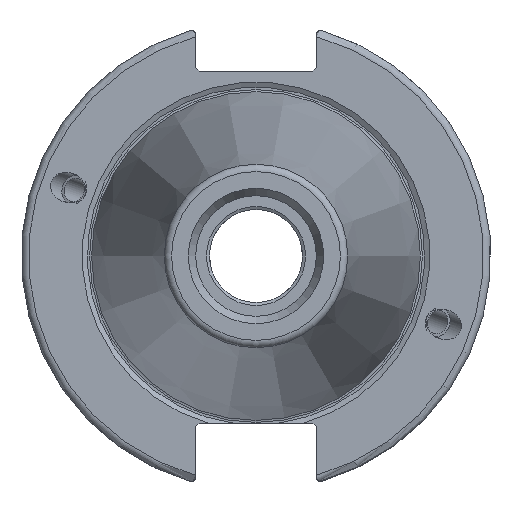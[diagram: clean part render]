
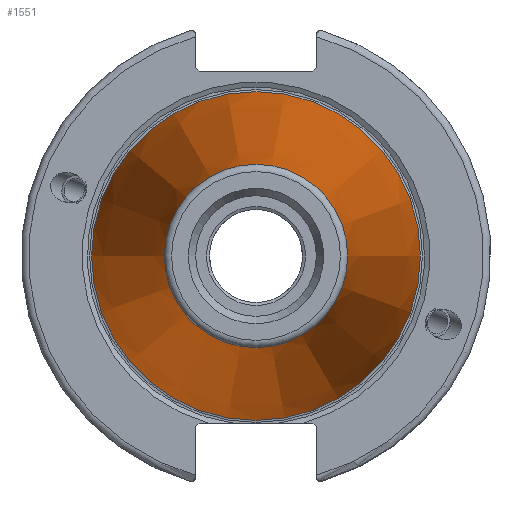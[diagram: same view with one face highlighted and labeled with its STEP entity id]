
A CAD part, left-side view. The second image highlights one B-rep face of the part: STEP entity #1551.
In plain terms, the highlighted conical face has half-angle 8.297 degrees and reference radius 17.248 mm.
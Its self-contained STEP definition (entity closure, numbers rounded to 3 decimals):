
#68=CONICAL_SURFACE('',#1736,17.248,0.145);
#183=FACE_OUTER_BOUND('',#285,.T.);
#285=EDGE_LOOP('',(#1309,#1310,#1311,#1312,#1313));
#422=LINE('',#2975,#508);
#508=VECTOR('',#2117,17.248);
#580=CIRCLE('',#1730,12.397);
#581=CIRCLE('',#1731,12.397);
#585=CIRCLE('',#1737,22.225);
#738=VERTEX_POINT('',#2962);
#739=VERTEX_POINT('',#2963);
#742=VERTEX_POINT('',#2973);
#943=EDGE_CURVE('',#738,#739,#580,.T.);
#944=EDGE_CURVE('',#739,#738,#581,.T.);
#948=EDGE_CURVE('',#742,#742,#585,.T.);
#949=EDGE_CURVE('',#742,#739,#422,.T.);
#1309=ORIENTED_EDGE('',*,*,#948,.F.);
#1310=ORIENTED_EDGE('',*,*,#949,.T.);
#1311=ORIENTED_EDGE('',*,*,#943,.F.);
#1312=ORIENTED_EDGE('',*,*,#944,.F.);
#1313=ORIENTED_EDGE('',*,*,#949,.F.);
#1551=ADVANCED_FACE('',(#183),#68,.T.);
#1730=AXIS2_PLACEMENT_3D('',#2964,#2101,#2102);
#1731=AXIS2_PLACEMENT_3D('',#2965,#2103,#2104);
#1736=AXIS2_PLACEMENT_3D('',#2972,#2113,#2114);
#1737=AXIS2_PLACEMENT_3D('',#2974,#2115,#2116);
#2101=DIRECTION('center_axis',(-1.,0.,0.));
#2102=DIRECTION('ref_axis',(0.,-1.,0.));
#2103=DIRECTION('center_axis',(-1.,0.,0.));
#2104=DIRECTION('ref_axis',(0.,-1.,0.));
#2113=DIRECTION('center_axis',(1.,0.,0.));
#2114=DIRECTION('ref_axis',(0.,1.,0.));
#2115=DIRECTION('center_axis',(1.,0.,0.));
#2116=DIRECTION('ref_axis',(0.,0.,-1.));
#2117=DIRECTION('',(-0.99,0.144,0.));
#2962=CARTESIAN_POINT('',(-67.394,0.,12.397));
#2963=CARTESIAN_POINT('',(-67.394,-12.397,0.));
#2964=CARTESIAN_POINT('Origin',(-67.394,0.,0.));
#2965=CARTESIAN_POINT('Origin',(-67.394,0.,0.));
#2972=CARTESIAN_POINT('Origin',(-34.125,0.,0.));
#2973=CARTESIAN_POINT('',(0.,-22.225,0.));
#2974=CARTESIAN_POINT('Origin',(0.,0.,0.));
#2975=CARTESIAN_POINT('',(-34.125,-17.248,0.));
